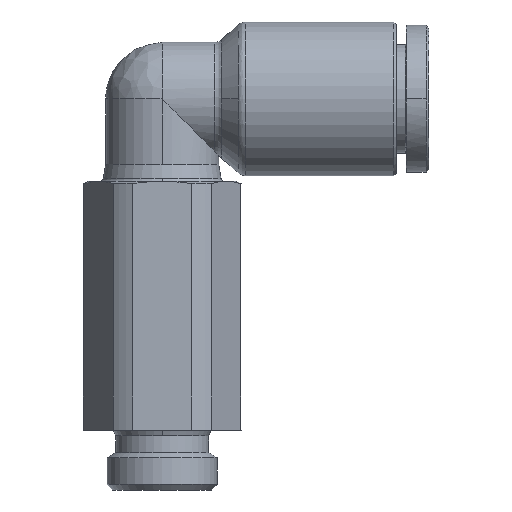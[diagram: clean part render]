
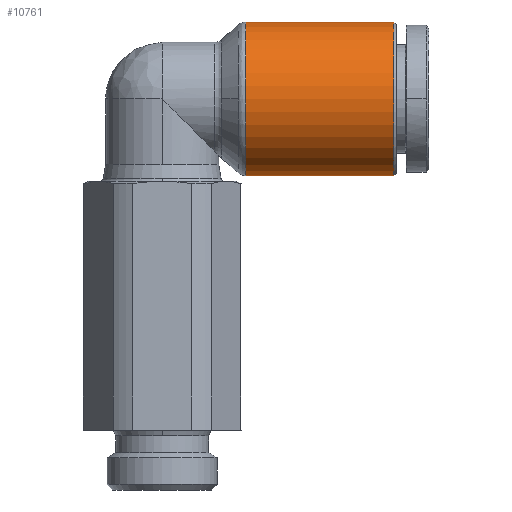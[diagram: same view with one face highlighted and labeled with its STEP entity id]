
A CAD part, front view. The second image highlights one B-rep face of the part: STEP entity #10761.
In plain terms, the highlighted cylindrical face has radius 6.8 mm (diameter 13.6 mm), a partial arc.
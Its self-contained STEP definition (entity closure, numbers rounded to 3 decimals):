
#153 = EDGE_LOOP ( 'NONE', ( #5654, #15610, #583, #9203 ) ) ;
#538 = VERTEX_POINT ( 'NONE', #5285 ) ;
#583 = ORIENTED_EDGE ( 'NONE', *, *, #14149, .T. ) ;
#1565 = EDGE_CURVE ( 'NONE', #15227, #11793, #15628, .T. ) ;
#1633 = EDGE_CURVE ( 'NONE', #538, #11793, #1667, .T. ) ;
#1667 = LINE ( 'NONE', #15165, #4096 ) ;
#1997 = DIRECTION ( 'NONE',  ( 0., 0., -1. ) ) ;
#2001 = CARTESIAN_POINT ( 'NONE',  ( 13.028, 0., -6.8 ) ) ;
#2237 = DIRECTION ( 'NONE',  ( 1., 0., 0. ) ) ;
#2893 = AXIS2_PLACEMENT_3D ( 'NONE', #5134, #6448, #6508 ) ;
#2907 = CIRCLE ( 'NONE', #8486, 6.8 ) ;
#3210 = CARTESIAN_POINT ( 'NONE',  ( 4.528, 0., 0. ) ) ;
#3348 = CARTESIAN_POINT ( 'NONE',  ( -0.089, 0., -6.8 ) ) ;
#4096 = VECTOR ( 'NONE', #7787, 1000. ) ;
#4305 = DIRECTION ( 'NONE',  ( 1., 0., 0. ) ) ;
#5134 = CARTESIAN_POINT ( 'NONE',  ( 13.028, 0., 0. ) ) ;
#5285 = CARTESIAN_POINT ( 'NONE',  ( -0.089, 0., 6.8 ) ) ;
#5527 = DIRECTION ( 'NONE',  ( 0., 0., -1. ) ) ;
#5654 = ORIENTED_EDGE ( 'NONE', *, *, #1633, .F. ) ;
#6448 = DIRECTION ( 'NONE',  ( -1., 0., 0. ) ) ;
#6508 = DIRECTION ( 'NONE',  ( 0., 0., -1. ) ) ;
#7476 = VERTEX_POINT ( 'NONE', #3348 ) ;
#7787 = DIRECTION ( 'NONE',  ( 1., 0., 0. ) ) ;
#8210 = VECTOR ( 'NONE', #2237, 1000. ) ;
#8486 = AXIS2_PLACEMENT_3D ( 'NONE', #11556, #14002, #5527 ) ;
#8910 = CYLINDRICAL_SURFACE ( 'NONE', #10394, 6.8 ) ;
#9203 = ORIENTED_EDGE ( 'NONE', *, *, #1565, .T. ) ;
#9357 = CARTESIAN_POINT ( 'NONE',  ( 13.028, 0., 6.8 ) ) ;
#10056 = FACE_OUTER_BOUND ( 'NONE', #153, .T. ) ;
#10394 = AXIS2_PLACEMENT_3D ( 'NONE', #3210, #4305, #1997 ) ;
#10761 = ADVANCED_FACE ( 'NONE', ( #10056 ), #8910, .T. ) ;
#11556 = CARTESIAN_POINT ( 'NONE',  ( -0.089, 0., 0. ) ) ;
#11793 = VERTEX_POINT ( 'NONE', #9357 ) ;
#12446 = LINE ( 'NONE', #13182, #8210 ) ;
#12963 = EDGE_CURVE ( 'NONE', #538, #7476, #2907, .T. ) ;
#13182 = CARTESIAN_POINT ( 'NONE',  ( 4.528, 0., -6.8 ) ) ;
#14002 = DIRECTION ( 'NONE',  ( 1., 0., 0. ) ) ;
#14149 = EDGE_CURVE ( 'NONE', #7476, #15227, #12446, .T. ) ;
#15165 = CARTESIAN_POINT ( 'NONE',  ( 4.528, 0., 6.8 ) ) ;
#15227 = VERTEX_POINT ( 'NONE', #2001 ) ;
#15610 = ORIENTED_EDGE ( 'NONE', *, *, #12963, .T. ) ;
#15628 = CIRCLE ( 'NONE', #2893, 6.8 ) ;
